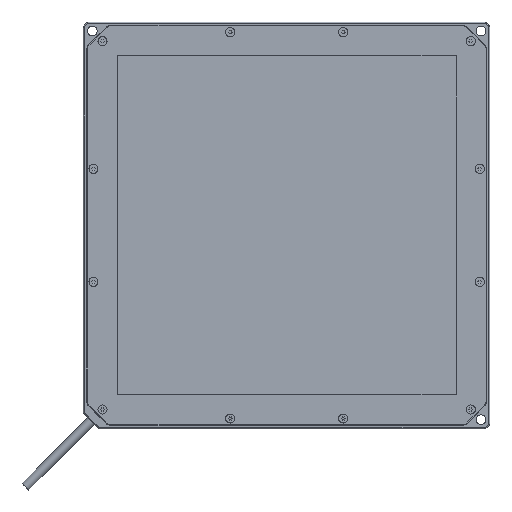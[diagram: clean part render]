
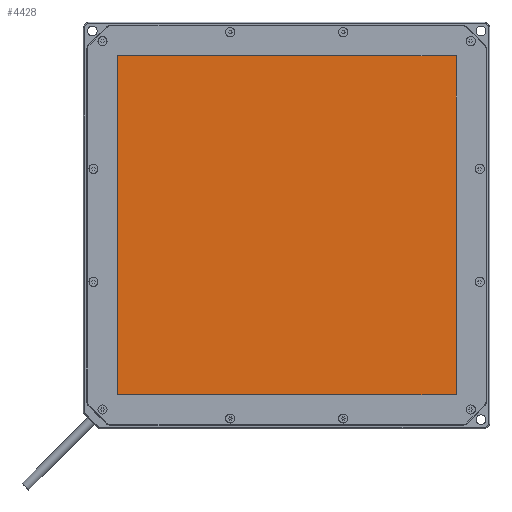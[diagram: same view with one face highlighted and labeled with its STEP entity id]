
A CAD part, top view. The second image highlights one B-rep face of the part: STEP entity #4428.
In plain terms, the highlighted planar face has unit normal (0, 0, 1).
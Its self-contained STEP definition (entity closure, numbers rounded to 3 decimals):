
#451=FACE_OUTER_BOUND('',#729,.T.);
#729=EDGE_LOOP('',(#3279,#3280,#3281,#3282));
#1135=LINE('',#6589,#1645);
#1136=LINE('',#6591,#1646);
#1137=LINE('',#6593,#1647);
#1138=LINE('',#6594,#1648);
#1645=VECTOR('',#5346,150.);
#1646=VECTOR('',#5347,150.);
#1647=VECTOR('',#5348,150.);
#1648=VECTOR('',#5349,150.);
#2102=VERTEX_POINT('',#6587);
#2103=VERTEX_POINT('',#6588);
#2104=VERTEX_POINT('',#6590);
#2105=VERTEX_POINT('',#6592);
#2548=EDGE_CURVE('',#2102,#2103,#1135,.T.);
#2549=EDGE_CURVE('',#2103,#2104,#1136,.T.);
#2550=EDGE_CURVE('',#2104,#2105,#1137,.T.);
#2551=EDGE_CURVE('',#2105,#2102,#1138,.T.);
#3279=ORIENTED_EDGE('',*,*,#2548,.T.);
#3280=ORIENTED_EDGE('',*,*,#2549,.T.);
#3281=ORIENTED_EDGE('',*,*,#2550,.T.);
#3282=ORIENTED_EDGE('',*,*,#2551,.T.);
#4202=PLANE('',#4711);
#4428=ADVANCED_FACE('',(#451),#4202,.T.);
#4711=AXIS2_PLACEMENT_3D('',#6586,#5344,#5345);
#5344=DIRECTION('center_axis',(0.,0.,1.));
#5345=DIRECTION('ref_axis',(1.,0.,0.));
#5346=DIRECTION('',(0.,1.,0.));
#5347=DIRECTION('',(-1.,0.,0.));
#5348=DIRECTION('',(0.,-1.,0.));
#5349=DIRECTION('',(1.,0.,0.));
#6586=CARTESIAN_POINT('Origin',(90.,90.,11.9));
#6587=CARTESIAN_POINT('',(165.,15.,11.9));
#6588=CARTESIAN_POINT('',(165.,165.,11.9));
#6589=CARTESIAN_POINT('',(165.,15.,11.9));
#6590=CARTESIAN_POINT('',(15.,165.,11.9));
#6591=CARTESIAN_POINT('',(165.,165.,11.9));
#6592=CARTESIAN_POINT('',(15.,15.,11.9));
#6593=CARTESIAN_POINT('',(15.,165.,11.9));
#6594=CARTESIAN_POINT('',(15.,15.,11.9));
